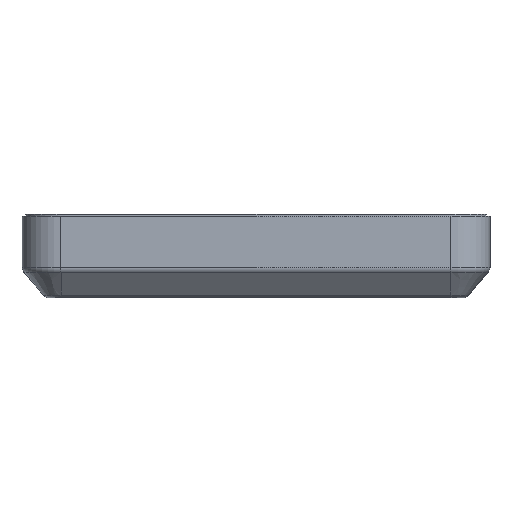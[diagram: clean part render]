
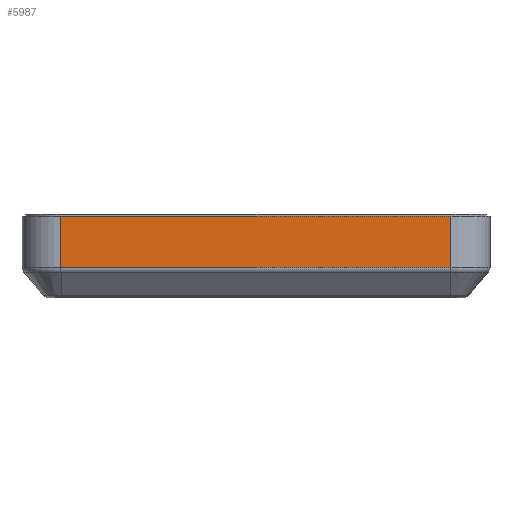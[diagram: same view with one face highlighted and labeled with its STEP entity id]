
A CAD part, left-side view. The second image highlights one B-rep face of the part: STEP entity #5987.
In plain terms, the highlighted planar face has unit normal (-1, 0, 0).
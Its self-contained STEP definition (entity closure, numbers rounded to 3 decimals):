
#5960=AXIS2_PLACEMENT_3D('Plane Axis2P3D',#5957,#5958,#5959) ;
#5845=CARTESIAN_POINT('Vertex',(0.,55.,10.5)) ;
#5848=CARTESIAN_POINT('Line Origine',(0.,30.,10.5)) ;
#5852=CARTESIAN_POINT('Vertex',(0.,5.,10.5)) ;
#5957=CARTESIAN_POINT('Axis2P3D Location',(0.,60.,0.)) ;
#5962=CARTESIAN_POINT('Line Origine',(0.,5.,7.22)) ;
#5966=CARTESIAN_POINT('Vertex',(0.,5.,3.939)) ;
#5969=CARTESIAN_POINT('Line Origine',(0.,55.,7.22)) ;
#5973=CARTESIAN_POINT('Vertex',(0.,55.,3.939)) ;
#5976=CARTESIAN_POINT('Line Origine',(0.,30.,3.939)) ;
#5849=DIRECTION('Vector Direction',(0.,-1.,0.)) ;
#5958=DIRECTION('Axis2P3D Direction',(-1.,0.,0.)) ;
#5959=DIRECTION('Axis2P3D XDirection',(0.,-1.,0.)) ;
#5963=DIRECTION('Vector Direction',(0.,0.,1.)) ;
#5970=DIRECTION('Vector Direction',(0.,0.,1.)) ;
#5977=DIRECTION('Vector Direction',(0.,-1.,0.)) ;
#5850=VECTOR('Line Direction',#5849,1.) ;
#5964=VECTOR('Line Direction',#5963,1.) ;
#5971=VECTOR('Line Direction',#5970,1.) ;
#5978=VECTOR('Line Direction',#5977,1.) ;
#5982=ORIENTED_EDGE('',*,*,#5968,.T.) ;
#5983=ORIENTED_EDGE('',*,*,#5854,.F.) ;
#5984=ORIENTED_EDGE('',*,*,#5975,.F.) ;
#5985=ORIENTED_EDGE('',*,*,#5980,.T.) ;
#5987=ADVANCED_FACE('PartBody',(#5986),#5961,.T.) ;
#5854=EDGE_CURVE('',#5846,#5853,#5851,.T.) ;
#5968=EDGE_CURVE('',#5967,#5853,#5965,.T.) ;
#5975=EDGE_CURVE('',#5974,#5846,#5972,.T.) ;
#5980=EDGE_CURVE('',#5974,#5967,#5979,.T.) ;
#5981=EDGE_LOOP('',(#5982,#5983,#5984,#5985)) ;
#5986=FACE_OUTER_BOUND('',#5981,.T.) ;
#5851=LINE('Line',#5848,#5850) ;
#5965=LINE('Line',#5962,#5964) ;
#5972=LINE('Line',#5969,#5971) ;
#5979=LINE('Line',#5976,#5978) ;
#5961=PLANE('',#5960) ;
#5846=VERTEX_POINT('',#5845) ;
#5853=VERTEX_POINT('',#5852) ;
#5967=VERTEX_POINT('',#5966) ;
#5974=VERTEX_POINT('',#5973) ;
